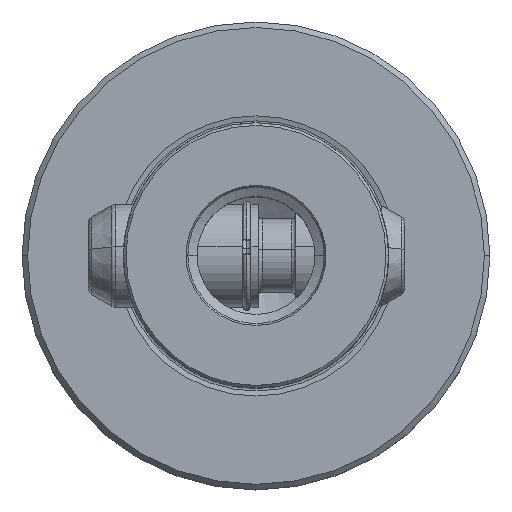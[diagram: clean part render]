
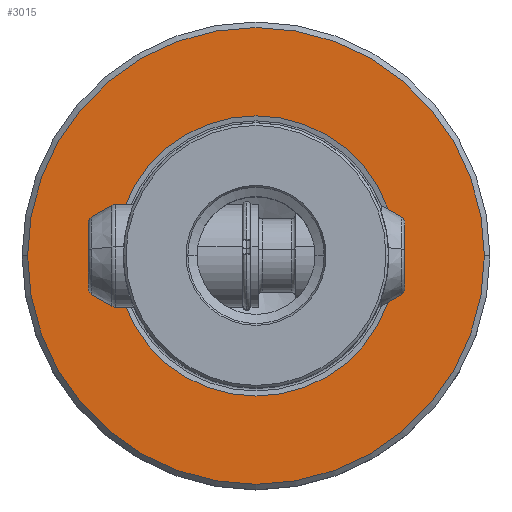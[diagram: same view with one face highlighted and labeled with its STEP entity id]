
A CAD part, top view. The second image highlights one B-rep face of the part: STEP entity #3015.
In plain terms, the highlighted planar face has unit normal (0, 0, 1).
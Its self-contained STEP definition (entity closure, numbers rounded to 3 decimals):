
#2093=VERTEX_POINT('NONE',#5658);
#2143=EDGE_CURVE('NONE',#2223,#2207,#5713,.T.);
#2207=VERTEX_POINT('NONE',#5785);
#2223=VERTEX_POINT('NONE',#5803);
#2609=EDGE_CURVE('NONE',#3467,#2093,#6234,.T.);
#3015=ADVANCED_FACE('NONE',(#6677,#6678),#6679,.T.);
#3407=EDGE_CURVE('NONE',#2207,#2223,#7111,.T.);
#3467=VERTEX_POINT('NONE',#7181);
#4685=EDGE_CURVE('NONE',#2093,#3467,#8539,.F.);
#5658=CARTESIAN_POINT('',(-19.012,0.,0.0));
#5713=CIRCLE('',#14008,31.0);
#5785=CARTESIAN_POINT('',(-31.0,0.,0.0));
#5803=CARTESIAN_POINT('',(31.0,0.,0.0));
#6234=CIRCLE('',#24136,19.012);
#6677=FACE_OUTER_BOUND('',#26740,.T.);
#6678=FACE_BOUND('',#26741,.T.);
#6679=PLANE('',#26742);
#7111=CIRCLE('',#31755,31.0);
#7181=CARTESIAN_POINT('',(19.012,0.,0.0));
#8539=CIRCLE('',#48137,19.012);
#14008=AXIS2_PLACEMENT_3D('',#52977,#52978,#52979);
#24136=AXIS2_PLACEMENT_3D('',#53586,#53587,#53588);
#26740=EDGE_LOOP('',(#54058,#54059));
#26741=EDGE_LOOP('',(#54060,#54061));
#26742=AXIS2_PLACEMENT_3D('',#54062,#54063,#54064);
#31755=AXIS2_PLACEMENT_3D('',#54565,#54566,#54567);
#48137=AXIS2_PLACEMENT_3D('',#56300,#56301,#56302);
#52977=CARTESIAN_POINT('',(0.0,0.0,0.0));
#52978=DIRECTION('',(0.0,0.0,-1.0));
#52979=DIRECTION('',(-1.0,0.,0.0));
#53586=CARTESIAN_POINT('',(0.0,0.0,0.0));
#53587=DIRECTION('',(-0.0,0.0,1.0));
#53588=DIRECTION('',(1.0,0.,0.0));
#54058=ORIENTED_EDGE('',*,*,#3407,.F.);
#54059=ORIENTED_EDGE('',*,*,#2143,.F.);
#54060=ORIENTED_EDGE('',*,*,#2609,.F.);
#54061=ORIENTED_EDGE('',*,*,#4685,.F.);
#54062=CARTESIAN_POINT('',(-18.0,0.0,0.0));
#54063=DIRECTION('',(-0.0,0.0,1.0));
#54064=DIRECTION('',(0.0,1.0,0.0));
#54565=CARTESIAN_POINT('',(0.0,0.0,0.0));
#54566=DIRECTION('',(0.0,0.0,-1.0));
#54567=DIRECTION('',(-1.0,0.,0.0));
#56300=CARTESIAN_POINT('',(0.0,0.0,0.0));
#56301=DIRECTION('',(0.0,0.0,-1.0));
#56302=DIRECTION('',(1.0,0.,0.0));
